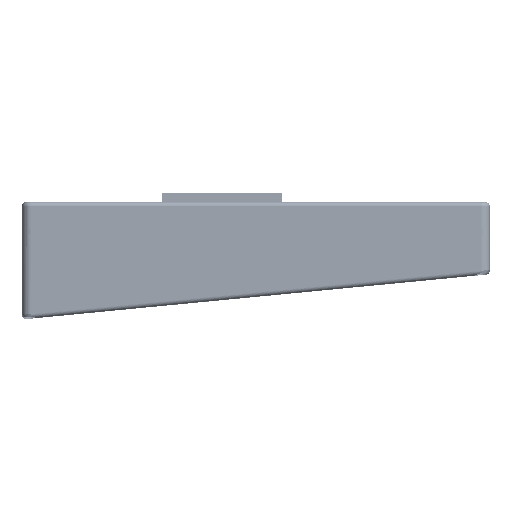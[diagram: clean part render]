
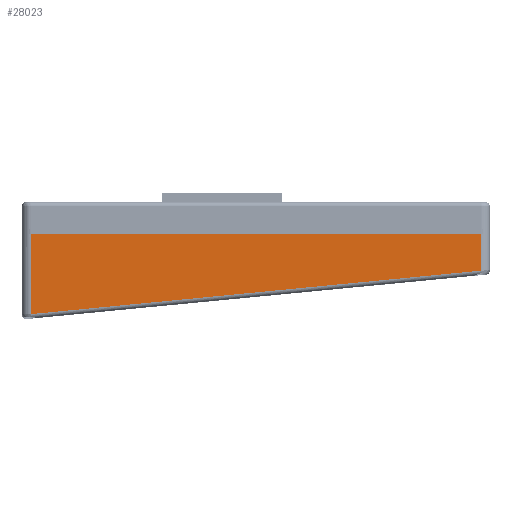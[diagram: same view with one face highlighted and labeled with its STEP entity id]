
A CAD part, left-side view. The second image highlights one B-rep face of the part: STEP entity #28023.
In plain terms, the highlighted planar face has unit normal (-1, 0, 0).
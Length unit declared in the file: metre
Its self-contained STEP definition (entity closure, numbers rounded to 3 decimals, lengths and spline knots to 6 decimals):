
#205=LINE('',#44651,#1794);
#206=LINE('',#44655,#1795);
#207=LINE('',#44657,#1796);
#208=LINE('',#44659,#1797);
#1794=VECTOR('',#36667,1.);
#1795=VECTOR('',#36672,1.);
#1796=VECTOR('',#36673,1.);
#1797=VECTOR('',#36674,1.);
#7488=ORIENTED_EDGE('',*,*,#13326,.F.);
#7489=ORIENTED_EDGE('',*,*,#13328,.T.);
#7490=ORIENTED_EDGE('',*,*,#13329,.T.);
#7491=ORIENTED_EDGE('',*,*,#13330,.F.);
#13326=EDGE_CURVE('',#16838,#16839,#205,.T.);
#13328=EDGE_CURVE('',#16838,#16840,#206,.T.);
#13329=EDGE_CURVE('',#16840,#16841,#207,.T.);
#13330=EDGE_CURVE('',#16839,#16841,#208,.T.);
#16838=VERTEX_POINT('',#44650);
#16839=VERTEX_POINT('',#44652);
#16840=VERTEX_POINT('',#44656);
#16841=VERTEX_POINT('',#44658);
#22691=EDGE_LOOP('',(#7488,#7489,#7490,#7491));
#26007=FACE_BOUND('',#22691,.T.);
#26968=PLANE('',#30921);
#28023=ADVANCED_FACE('',(#26007),#26968,.T.);
#30921=AXIS2_PLACEMENT_3D('',#44654,#36670,#36671);
#36667=DIRECTION('',(0.,0.,1.));
#36670=DIRECTION('',(-1.,0.,0.));
#36671=DIRECTION('',(0.,-1.,0.));
#36672=DIRECTION('',(0.,-0.995,0.096));
#36673=DIRECTION('',(0.,0.,1.));
#36674=DIRECTION('',(0.,-1.,0.));
#44650=CARTESIAN_POINT('',(-0.004,0.002,-0.012552));
#44651=CARTESIAN_POINT('',(-0.004,0.002,-0.00375));
#44652=CARTESIAN_POINT('',(-0.004,0.002,0.00525));
#44654=CARTESIAN_POINT('',(-0.004,-0.04775,-0.00375));
#44655=CARTESIAN_POINT('',(-0.004,-0.048132,-0.007708));
#44656=CARTESIAN_POINT('',(-0.004,-0.0975,-0.002939));
#44657=CARTESIAN_POINT('',(-0.004,-0.0975,-0.00375));
#44658=CARTESIAN_POINT('',(-0.004,-0.0975,0.00525));
#44659=CARTESIAN_POINT('',(-0.004,-0.04775,0.00525));
